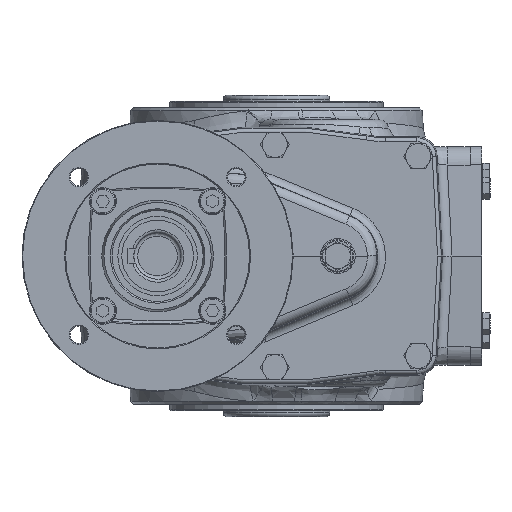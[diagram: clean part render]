
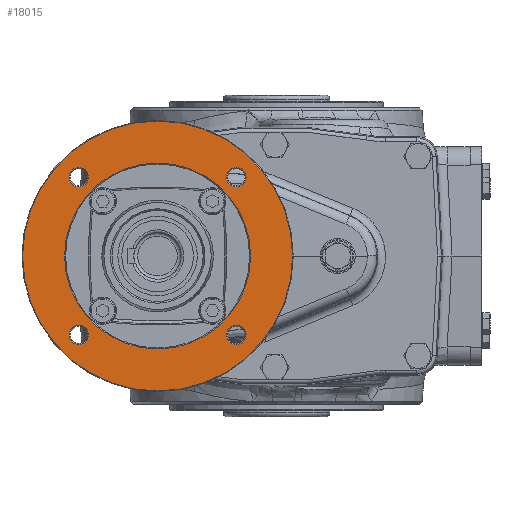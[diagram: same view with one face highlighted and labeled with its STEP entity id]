
A CAD part, left-side view. The second image highlights one B-rep face of the part: STEP entity #18015.
In plain terms, the highlighted face is planar.
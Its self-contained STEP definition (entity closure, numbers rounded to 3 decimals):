
#2410=PLANE('',#19394);
#5804=ORIENTED_EDGE('',*,*,#7680,.T.);
#5805=ORIENTED_EDGE('',*,*,#7681,.T.);
#5806=ORIENTED_EDGE('',*,*,#7469,.T.);
#5807=ORIENTED_EDGE('',*,*,#7472,.T.);
#5808=ORIENTED_EDGE('',*,*,#7475,.T.);
#5809=ORIENTED_EDGE('',*,*,#7682,.T.);
#7469=EDGE_CURVE('',#8753,#8753,#9449,.T.);
#7472=EDGE_CURVE('',#8756,#8756,#9452,.T.);
#7475=EDGE_CURVE('',#8759,#8759,#9455,.T.);
#7680=EDGE_CURVE('',#8888,#8888,#9504,.T.);
#7681=EDGE_CURVE('',#8889,#8889,#9505,.F.);
#7682=EDGE_CURVE('',#8890,#8890,#9506,.T.);
#8753=VERTEX_POINT('',#29779);
#8756=VERTEX_POINT('',#29787);
#8759=VERTEX_POINT('',#29795);
#8888=VERTEX_POINT('',#32492);
#8889=VERTEX_POINT('',#32494);
#8890=VERTEX_POINT('',#32496);
#9449=CIRCLE('',#19313,5.);
#9452=CIRCLE('',#19318,5.);
#9455=CIRCLE('',#19323,5.);
#9504=CIRCLE('',#19395,69.7);
#9505=CIRCLE('',#19396,48.);
#9506=CIRCLE('',#19397,5.);
#10612=EDGE_LOOP('',(#5804));
#10613=EDGE_LOOP('',(#5805));
#10614=EDGE_LOOP('',(#5806));
#10615=EDGE_LOOP('',(#5807));
#10616=EDGE_LOOP('',(#5808));
#10617=EDGE_LOOP('',(#5809));
#11787=FACE_BOUND('',#10612,.T.);
#11788=FACE_BOUND('',#10613,.T.);
#11789=FACE_BOUND('',#10614,.T.);
#11790=FACE_BOUND('',#10615,.T.);
#11791=FACE_BOUND('',#10616,.T.);
#11792=FACE_BOUND('',#10617,.T.);
#18015=ADVANCED_FACE('',(#11787,#11788,#11789,#11790,#11791,#11792),#2410,
 .T.);
#19313=AXIS2_PLACEMENT_3D('',#29778,#22430,#22431);
#19318=AXIS2_PLACEMENT_3D('',#29786,#22440,#22441);
#19323=AXIS2_PLACEMENT_3D('',#29794,#22450,#22451);
#19394=AXIS2_PLACEMENT_3D('',#32490,#22592,#22593);
#19395=AXIS2_PLACEMENT_3D('',#32491,#22594,#22595);
#19396=AXIS2_PLACEMENT_3D('',#32493,#22596,#22597);
#19397=AXIS2_PLACEMENT_3D('',#32495,#22598,#22599);
#22430=DIRECTION('',(0.,-1.,0.));
#22431=DIRECTION('',(0.,0.,-1.));
#22440=DIRECTION('',(0.,-1.,0.));
#22441=DIRECTION('',(1.,0.,0.));
#22450=DIRECTION('',(0.,-1.,0.));
#22451=DIRECTION('',(0.,0.,1.));
#22592=DIRECTION('',(0.,1.,0.));
#22593=DIRECTION('',(0.,0.,1.));
#22594=DIRECTION('',(0.,1.,0.));
#22595=DIRECTION('',(0.,0.,1.));
#22596=DIRECTION('',(0.,1.,0.));
#22597=DIRECTION('',(0.,0.,1.));
#22598=DIRECTION('',(0.,-1.,0.));
#22599=DIRECTION('',(-1.,0.,0.));
#29778=CARTESIAN_POINT('',(-40.659,0.,40.659));
#29779=CARTESIAN_POINT('',(-40.659,0.,35.659));
#29786=CARTESIAN_POINT('',(-40.659,0.,-40.659));
#29787=CARTESIAN_POINT('',(-35.659,0.,-40.659));
#29794=CARTESIAN_POINT('',(40.659,0.,-40.659));
#29795=CARTESIAN_POINT('',(40.659,0.,-35.659));
#32490=CARTESIAN_POINT('',(0.,0.,70.));
#32491=CARTESIAN_POINT('',(0.,0.,0.));
#32492=CARTESIAN_POINT('',(0.,0.,69.7));
#32493=CARTESIAN_POINT('',(0.,0.,0.));
#32494=CARTESIAN_POINT('',(0.,0.,48.));
#32495=CARTESIAN_POINT('',(40.659,0.,40.659));
#32496=CARTESIAN_POINT('',(35.659,0.,40.659));
